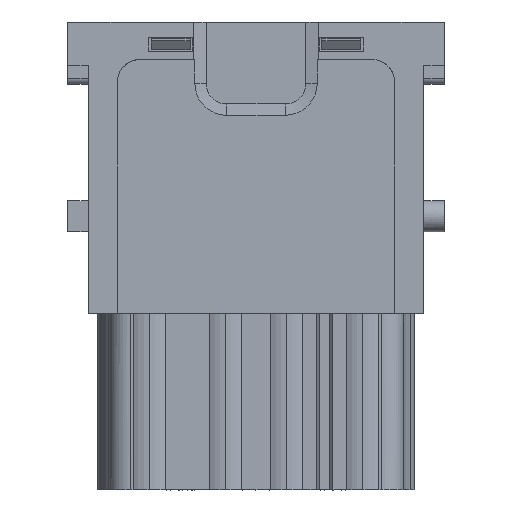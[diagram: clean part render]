
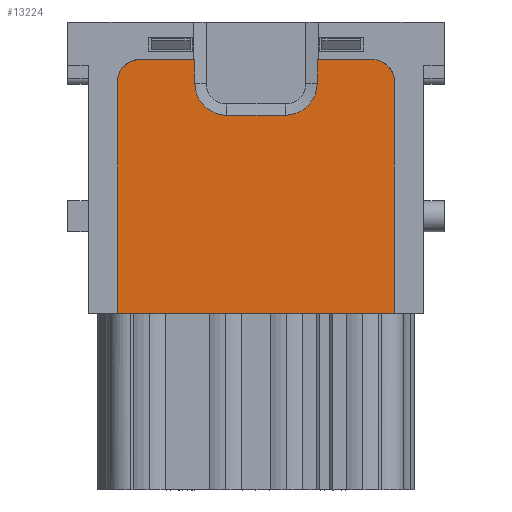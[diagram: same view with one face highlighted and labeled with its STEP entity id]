
A CAD part, left-side view. The second image highlights one B-rep face of the part: STEP entity #13224.
In plain terms, the highlighted planar face has unit normal (-1, 0, 0).
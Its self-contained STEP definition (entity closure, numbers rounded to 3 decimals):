
#13122=AXIS2_PLACEMENT_3D('Plane Axis2P3D',#13119,#13120,#13121) ;
#13126=AXIS2_PLACEMENT_3D('Circle Axis2P3D',#13124,#13125,$) ;
#13200=AXIS2_PLACEMENT_3D('Circle Axis2P3D',#13198,#13199,$) ;
#8843=CARTESIAN_POINT('Vertex',(0.02,4.5,15.95)) ;
#8846=CARTESIAN_POINT('Line Origine',(0.02,17.,15.95)) ;
#8850=CARTESIAN_POINT('Vertex',(0.02,29.5,15.95)) ;
#13100=CARTESIAN_POINT('Line Origine',(0.02,4.5,26.4)) ;
#13104=CARTESIAN_POINT('Vertex',(0.02,4.5,36.85)) ;
#13119=CARTESIAN_POINT('Axis2P3D Location',(0.02,17.,38.2)) ;
#13124=CARTESIAN_POINT('Axis2P3D Location',(0.02,6.5,36.85)) ;
#13128=CARTESIAN_POINT('Vertex',(0.02,6.5,38.85)) ;
#13131=CARTESIAN_POINT('Line Origine',(0.02,8.99,38.85)) ;
#13135=CARTESIAN_POINT('Vertex',(0.02,11.479,38.85)) ;
#13138=CARTESIAN_POINT('Line Origine',(0.02,11.479,37.783)) ;
#13142=CARTESIAN_POINT('Vertex',(0.02,11.479,36.716)) ;
#13146=CARTESIAN_POINT('Control Point',(0.02,14.366,33.829)) ;
#13147=CARTESIAN_POINT('Control Point',(0.02,14.033,33.829)) ;
#13148=CARTESIAN_POINT('Control Point',(0.02,13.7,33.877)) ;
#13149=CARTESIAN_POINT('Control Point',(0.02,13.376,33.973)) ;
#13150=CARTESIAN_POINT('Control Point',(0.02,12.766,34.256)) ;
#13151=CARTESIAN_POINT('Control Point',(0.02,12.26,34.699)) ;
#13152=CARTESIAN_POINT('Control Point',(0.02,12.041,34.956)) ;
#13153=CARTESIAN_POINT('Control Point',(0.02,11.733,35.447)) ;
#13154=CARTESIAN_POINT('Control Point',(0.02,11.555,35.996)) ;
#13155=CARTESIAN_POINT('Control Point',(0.02,11.504,36.234)) ;
#13156=CARTESIAN_POINT('Control Point',(0.02,11.479,36.475)) ;
#13157=CARTESIAN_POINT('Control Point',(0.02,11.479,36.716)) ;
#13158=CARTESIAN_POINT('Vertex',(0.02,14.366,33.829)) ;
#13161=CARTESIAN_POINT('Line Origine',(0.02,17.,33.829)) ;
#13165=CARTESIAN_POINT('Vertex',(0.02,19.634,33.829)) ;
#13169=CARTESIAN_POINT('Control Point',(0.02,22.521,36.716)) ;
#13170=CARTESIAN_POINT('Control Point',(0.02,22.521,36.383)) ;
#13171=CARTESIAN_POINT('Control Point',(0.02,22.473,36.05)) ;
#13172=CARTESIAN_POINT('Control Point',(0.02,22.377,35.726)) ;
#13173=CARTESIAN_POINT('Control Point',(0.02,22.094,35.116)) ;
#13174=CARTESIAN_POINT('Control Point',(0.02,21.651,34.61)) ;
#13175=CARTESIAN_POINT('Control Point',(0.02,21.394,34.391)) ;
#13176=CARTESIAN_POINT('Control Point',(0.02,20.903,34.083)) ;
#13177=CARTESIAN_POINT('Control Point',(0.02,20.354,33.905)) ;
#13178=CARTESIAN_POINT('Control Point',(0.02,20.116,33.854)) ;
#13179=CARTESIAN_POINT('Control Point',(0.02,19.875,33.829)) ;
#13180=CARTESIAN_POINT('Control Point',(0.02,19.634,33.829)) ;
#13181=CARTESIAN_POINT('Vertex',(0.02,22.521,36.716)) ;
#13184=CARTESIAN_POINT('Line Origine',(0.02,22.521,37.783)) ;
#13188=CARTESIAN_POINT('Vertex',(0.02,22.521,38.85)) ;
#13191=CARTESIAN_POINT('Line Origine',(0.02,25.01,38.85)) ;
#13195=CARTESIAN_POINT('Vertex',(0.02,27.5,38.85)) ;
#13198=CARTESIAN_POINT('Axis2P3D Location',(0.02,27.5,36.85)) ;
#13202=CARTESIAN_POINT('Vertex',(0.02,29.5,36.85)) ;
#13205=CARTESIAN_POINT('Line Origine',(0.02,29.5,26.4)) ;
#8847=DIRECTION('Vector Direction',(0.,-1.,0.)) ;
#13101=DIRECTION('Vector Direction',(0.,0.,-1.)) ;
#13120=DIRECTION('Axis2P3D Direction',(1.,0.,-0.)) ;
#13121=DIRECTION('Axis2P3D XDirection',(0.,0.,1.)) ;
#13125=DIRECTION('Axis2P3D Direction',(1.,0.,-0.)) ;
#13132=DIRECTION('Vector Direction',(0.,-1.,0.)) ;
#13139=DIRECTION('Vector Direction',(0.,0.,1.)) ;
#13162=DIRECTION('Vector Direction',(0.,-1.,0.)) ;
#13185=DIRECTION('Vector Direction',(0.,0.,-1.)) ;
#13192=DIRECTION('Vector Direction',(0.,-1.,0.)) ;
#13199=DIRECTION('Axis2P3D Direction',(1.,0.,-0.)) ;
#13206=DIRECTION('Vector Direction',(0.,0.,1.)) ;
#8848=VECTOR('Line Direction',#8847,1.) ;
#13102=VECTOR('Line Direction',#13101,1.) ;
#13133=VECTOR('Line Direction',#13132,1.) ;
#13140=VECTOR('Line Direction',#13139,1.) ;
#13163=VECTOR('Line Direction',#13162,1.) ;
#13186=VECTOR('Line Direction',#13185,1.) ;
#13193=VECTOR('Line Direction',#13192,1.) ;
#13207=VECTOR('Line Direction',#13206,1.) ;
#13211=ORIENTED_EDGE('',*,*,#13106,.F.) ;
#13212=ORIENTED_EDGE('',*,*,#13130,.F.) ;
#13213=ORIENTED_EDGE('',*,*,#13137,.F.) ;
#13214=ORIENTED_EDGE('',*,*,#13144,.F.) ;
#13215=ORIENTED_EDGE('',*,*,#13160,.F.) ;
#13216=ORIENTED_EDGE('',*,*,#13167,.F.) ;
#13217=ORIENTED_EDGE('',*,*,#13183,.F.) ;
#13218=ORIENTED_EDGE('',*,*,#13190,.F.) ;
#13219=ORIENTED_EDGE('',*,*,#13197,.F.) ;
#13220=ORIENTED_EDGE('',*,*,#13204,.F.) ;
#13221=ORIENTED_EDGE('',*,*,#13209,.F.) ;
#13222=ORIENTED_EDGE('',*,*,#8852,.T.) ;
#13224=ADVANCED_FACE('K\X2\00F6\X0\rper.3.2.2',(#13223),#13123,.F.) ;
#13145=B_SPLINE_CURVE_WITH_KNOTS('',5,(#13146,#13147,#13148,#13149,#13150,#13151,#13152,#13153,#13154,#13155,#13156,#13157),.UNSPECIFIED.,.F.,.U.,(6,3,3,6),(0.,2.361,4.722,6.432),.UNSPECIFIED.) ;
#13168=B_SPLINE_CURVE_WITH_KNOTS('',5,(#13169,#13170,#13171,#13172,#13173,#13174,#13175,#13176,#13177,#13178,#13179,#13180),.UNSPECIFIED.,.F.,.U.,(6,3,3,6),(0.,2.361,4.722,6.432),.UNSPECIFIED.) ;
#13127=CIRCLE('generated circle',#13126,2.) ;
#13201=CIRCLE('generated circle',#13200,2.) ;
#8852=EDGE_CURVE('',#8851,#8844,#8849,.T.) ;
#13106=EDGE_CURVE('',#13105,#8844,#13103,.T.) ;
#13130=EDGE_CURVE('',#13129,#13105,#13127,.T.) ;
#13137=EDGE_CURVE('',#13136,#13129,#13134,.T.) ;
#13144=EDGE_CURVE('',#13143,#13136,#13141,.T.) ;
#13160=EDGE_CURVE('',#13159,#13143,#13145,.T.) ;
#13167=EDGE_CURVE('',#13166,#13159,#13164,.T.) ;
#13183=EDGE_CURVE('',#13182,#13166,#13168,.T.) ;
#13190=EDGE_CURVE('',#13189,#13182,#13187,.T.) ;
#13197=EDGE_CURVE('',#13196,#13189,#13194,.T.) ;
#13204=EDGE_CURVE('',#13203,#13196,#13201,.T.) ;
#13209=EDGE_CURVE('',#8851,#13203,#13208,.T.) ;
#13210=EDGE_LOOP('',(#13211,#13212,#13213,#13214,#13215,#13216,#13217,#13218,#13219,#13220,#13221,#13222)) ;
#13223=FACE_OUTER_BOUND('',#13210,.T.) ;
#8849=LINE('Line',#8846,#8848) ;
#13103=LINE('Line',#13100,#13102) ;
#13134=LINE('Line',#13131,#13133) ;
#13141=LINE('Line',#13138,#13140) ;
#13164=LINE('Line',#13161,#13163) ;
#13187=LINE('Line',#13184,#13186) ;
#13194=LINE('Line',#13191,#13193) ;
#13208=LINE('Line',#13205,#13207) ;
#13123=PLANE('',#13122) ;
#8844=VERTEX_POINT('',#8843) ;
#8851=VERTEX_POINT('',#8850) ;
#13105=VERTEX_POINT('',#13104) ;
#13129=VERTEX_POINT('',#13128) ;
#13136=VERTEX_POINT('',#13135) ;
#13143=VERTEX_POINT('',#13142) ;
#13159=VERTEX_POINT('',#13158) ;
#13166=VERTEX_POINT('',#13165) ;
#13182=VERTEX_POINT('',#13181) ;
#13189=VERTEX_POINT('',#13188) ;
#13196=VERTEX_POINT('',#13195) ;
#13203=VERTEX_POINT('',#13202) ;
